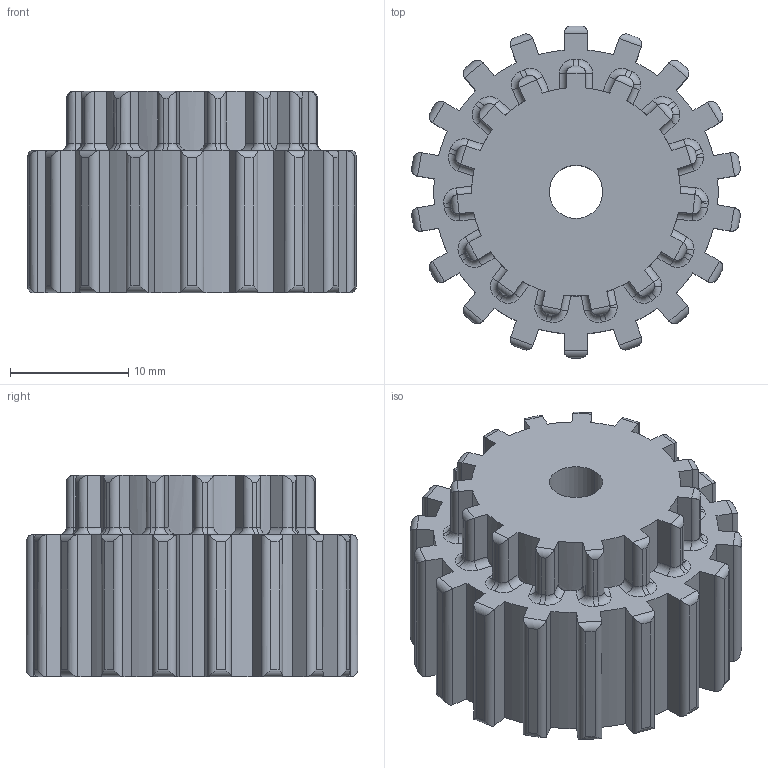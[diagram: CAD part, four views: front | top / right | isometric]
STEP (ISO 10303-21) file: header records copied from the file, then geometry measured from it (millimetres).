
FILE_DESCRIPTION (( 'STEP AP214' ), '1' );
FILE_NAME ('main gear.STEP', '2021-05-28T21:40:45', ( '' ), ( '' ), 'SwSTEP 2.0', 'SolidWorks 2020', '' );
FILE_SCHEMA (( 'AUTOMOTIVE_DESIGN' ));
Length unit declared in the file: centimetre
Products named in the file (1): main gear
Bounding box: 27.73 x 28 x 17 mm (x, y, z)
Volume: 7417.9 mm3; surface area: 3399.5 mm2
Topology: 1 solids, 1 shells, 353 faces, 881 edges, 531 vertices
Faces by surface type: cylinder 214, plane 102, torus 37
Entity records: 10434 total; most frequent: CARTESIAN_POINT 2322, ORIENTED_EDGE 1762, DIRECTION 1647, EDGE_CURVE 881, AXIS2_PLACEMENT_3D 568, VERTEX_POINT 531, VECTOR 511, LINE 511
